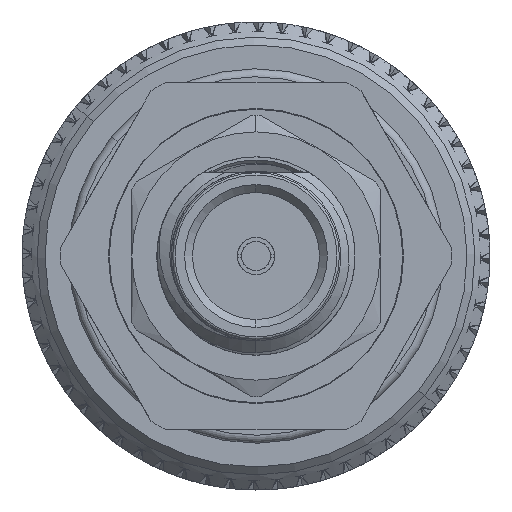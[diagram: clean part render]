
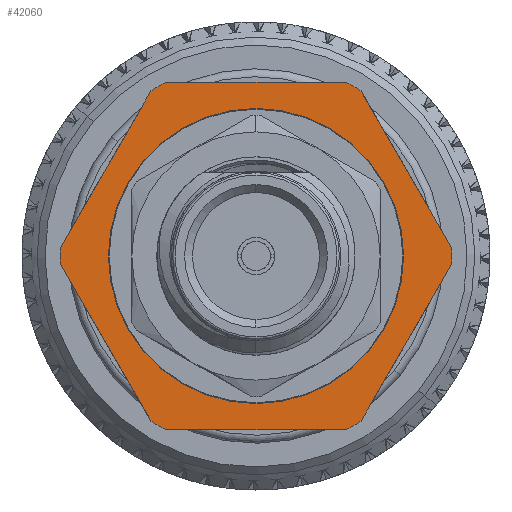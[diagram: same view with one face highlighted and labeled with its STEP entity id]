
A CAD part, left-side view. The second image highlights one B-rep face of the part: STEP entity #42060.
In plain terms, the highlighted face is planar.
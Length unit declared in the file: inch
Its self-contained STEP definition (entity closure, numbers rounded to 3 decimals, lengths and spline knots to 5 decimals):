
#173 = DIRECTION ( 'NONE',  ( 0., 0., 1. ) ) ;
#230 = VERTEX_POINT ( 'NONE', #86474 ) ;
#786 = VERTEX_POINT ( 'NONE', #44201 ) ;
#4179 = AXIS2_PLACEMENT_3D ( 'NONE', #84963, #102344, #12384 ) ;
#5232 = VECTOR ( 'NONE', #69097, 39.37008 ) ;
#5890 = CARTESIAN_POINT ( 'NONE',  ( -0.186, 0., 0. ) ) ;
#6031 = CARTESIAN_POINT ( 'NONE',  ( -0.21875, -0.1263, 0. ) ) ;
#7242 = ORIENTED_EDGE ( 'NONE', *, *, #71893, .F. ) ;
#11529 = CARTESIAN_POINT ( 'NONE',  ( 0.21875, -0.1263, 0. ) ) ;
#12384 = DIRECTION ( 'NONE',  ( 1., 0., 0. ) ) ;
#12531 = CARTESIAN_POINT ( 'NONE',  ( 0., 0., 0. ) ) ;
#15335 = CARTESIAN_POINT ( 'NONE',  ( 0.21875, 0.1263, 0. ) ) ;
#16379 = EDGE_CURVE ( 'NONE', #63831, #35175, #77315, .T. ) ;
#16462 = ORIENTED_EDGE ( 'NONE', *, *, #68303, .T. ) ;
#16668 = AXIS2_PLACEMENT_3D ( 'NONE', #75883, #31326, #75089 ) ;
#17025 = AXIS2_PLACEMENT_3D ( 'NONE', #31573, #85969, #67872 ) ;
#17834 = EDGE_CURVE ( 'NONE', #29426, #45440, #66521, .T. ) ;
#19082 = AXIS2_PLACEMENT_3D ( 'NONE', #94389, #40429, #68794 ) ;
#21276 = VERTEX_POINT ( 'NONE', #93583 ) ;
#23326 = VERTEX_POINT ( 'NONE', #69876 ) ;
#23643 = CARTESIAN_POINT ( 'NONE',  ( 0.0107, -0.24642, 0. ) ) ;
#24616 = LINE ( 'NONE', #69682, #25998 ) ;
#24966 = EDGE_LOOP ( 'NONE', ( #67081, #7242 ) ) ;
#25844 = AXIS2_PLACEMENT_3D ( 'NONE', #12531, #75665, #111110 ) ;
#25998 = VECTOR ( 'NONE', #102790, 39.37008 ) ;
#28416 = ORIENTED_EDGE ( 'NONE', *, *, #70975, .T. ) ;
#29426 = VERTEX_POINT ( 'NONE', #67587 ) ;
#30344 = LINE ( 'NONE', #15335, #45939 ) ;
#31326 = DIRECTION ( 'NONE',  ( 0., 0., 1. ) ) ;
#31573 = CARTESIAN_POINT ( 'NONE',  ( 0., 0., 0. ) ) ;
#32112 = VECTOR ( 'NONE', #55450, 39.37008 ) ;
#33068 = CARTESIAN_POINT ( 'NONE',  ( 0., 0., 0. ) ) ;
#35175 = VERTEX_POINT ( 'NONE', #66261 ) ;
#35634 = EDGE_CURVE ( 'NONE', #21276, #73968, #92643, .T. ) ;
#36053 = VERTEX_POINT ( 'NONE', #5890 ) ;
#36069 = CARTESIAN_POINT ( 'NONE',  ( 0., 0., 0. ) ) ;
#36209 = VERTEX_POINT ( 'NONE', #70531 ) ;
#38083 = VERTEX_POINT ( 'NONE', #23643 ) ;
#38400 = VECTOR ( 'NONE', #112357, 39.37008 ) ;
#40091 = ORIENTED_EDGE ( 'NONE', *, *, #114445, .T. ) ;
#40224 = ORIENTED_EDGE ( 'NONE', *, *, #50462, .T. ) ;
#40250 = CARTESIAN_POINT ( 'NONE',  ( -0.0107, -0.24642, 0. ) ) ;
#40364 = CIRCLE ( 'NONE', #25844, 0.24665 ) ;
#40429 = DIRECTION ( 'NONE',  ( 0., 0., 1. ) ) ;
#40486 = CIRCLE ( 'NONE', #19082, 0.24665 ) ;
#40673 = CARTESIAN_POINT ( 'NONE',  ( -0.20805, 0.13247, 0. ) ) ;
#40683 = CARTESIAN_POINT ( 'NONE',  ( 0., 0.25259, 0. ) ) ;
#41318 = ORIENTED_EDGE ( 'NONE', *, *, #16379, .T. ) ;
#41484 = ORIENTED_EDGE ( 'NONE', *, *, #65171, .T. ) ;
#41591 = DIRECTION ( 'NONE',  ( 1., 0., 0. ) ) ;
#42060 = ADVANCED_FACE ( 'NONE', ( #104700, #46918 ), #83809, .T. ) ;
#43342 = DIRECTION ( 'NONE',  ( 1., 0., 0. ) ) ;
#44201 = CARTESIAN_POINT ( 'NONE',  ( -0.21875, 0.11394, 0. ) ) ;
#45440 = VERTEX_POINT ( 'NONE', #107442 ) ;
#45939 = VECTOR ( 'NONE', #79235, 39.37008 ) ;
#46583 = ORIENTED_EDGE ( 'NONE', *, *, #17834, .T. ) ;
#46913 = LINE ( 'NONE', #40683, #38400 ) ;
#46918 = FACE_OUTER_BOUND ( 'NONE', #104801, .T. ) ;
#48730 = CARTESIAN_POINT ( 'NONE',  ( 0.186, 0., 0. ) ) ;
#50462 = EDGE_CURVE ( 'NONE', #45440, #63831, #30344, .T. ) ;
#50791 = DIRECTION ( 'NONE',  ( 0., 0., 1. ) ) ;
#55450 = DIRECTION ( 'NONE',  ( 0.866, 0.5, 0. ) ) ;
#57302 = ORIENTED_EDGE ( 'NONE', *, *, #96407, .T. ) ;
#57737 = DIRECTION ( 'NONE',  ( 0., 1., 0. ) ) ;
#59805 = VERTEX_POINT ( 'NONE', #48730 ) ;
#60295 = CIRCLE ( 'NONE', #96378, 0.24665 ) ;
#60751 = ORIENTED_EDGE ( 'NONE', *, *, #116871, .T. ) ;
#61037 = CARTESIAN_POINT ( 'NONE',  ( 0., 0., 0. ) ) ;
#63146 = ORIENTED_EDGE ( 'NONE', *, *, #96058, .T. ) ;
#63831 = VERTEX_POINT ( 'NONE', #103235 ) ;
#65171 = EDGE_CURVE ( 'NONE', #73968, #38083, #60295, .T. ) ;
#66261 = CARTESIAN_POINT ( 'NONE',  ( -0.0107, 0.24642, 0. ) ) ;
#66521 = CIRCLE ( 'NONE', #17025, 0.24665 ) ;
#67081 = ORIENTED_EDGE ( 'NONE', *, *, #76531, .F. ) ;
#67587 = CARTESIAN_POINT ( 'NONE',  ( 0.21875, 0.11394, 0. ) ) ;
#67872 = DIRECTION ( 'NONE',  ( 1., 0., 0. ) ) ;
#68303 = EDGE_CURVE ( 'NONE', #786, #23326, #24616, .T. ) ;
#68794 = DIRECTION ( 'NONE',  ( 1., 0., 0. ) ) ;
#69097 = DIRECTION ( 'NONE',  ( 0.866, -0.5, 0. ) ) ;
#69572 = ORIENTED_EDGE ( 'NONE', *, *, #82421, .T. ) ;
#69682 = CARTESIAN_POINT ( 'NONE',  ( -0.21875, 0.1263, 0. ) ) ;
#69708 = DIRECTION ( 'NONE',  ( 0., 0., 1. ) ) ;
#69876 = CARTESIAN_POINT ( 'NONE',  ( -0.21875, -0.11394, 0. ) ) ;
#70531 = CARTESIAN_POINT ( 'NONE',  ( 0.20805, -0.13247, 0. ) ) ;
#70975 = EDGE_CURVE ( 'NONE', #35175, #93522, #46913, .T. ) ;
#71893 = EDGE_CURVE ( 'NONE', #36053, #59805, #114526, .T. ) ;
#72722 = DIRECTION ( 'NONE',  ( 1., 0., 0. ) ) ;
#73968 = VERTEX_POINT ( 'NONE', #40250 ) ;
#75089 = DIRECTION ( 'NONE',  ( 1., 0., 0. ) ) ;
#75665 = DIRECTION ( 'NONE',  ( 0., 0., 1. ) ) ;
#75883 = CARTESIAN_POINT ( 'NONE',  ( 0., 0., 0. ) ) ;
#76531 = EDGE_CURVE ( 'NONE', #59805, #36053, #113967, .T. ) ;
#77315 = CIRCLE ( 'NONE', #101493, 0.24665 ) ;
#78213 = CARTESIAN_POINT ( 'NONE',  ( 0., 0., 0. ) ) ;
#79235 = DIRECTION ( 'NONE',  ( -0.866, 0.5, 0. ) ) ;
#80084 = CIRCLE ( 'NONE', #16668, 0.24665 ) ;
#81818 = CARTESIAN_POINT ( 'NONE',  ( 0., -0.25259, 0. ) ) ;
#82421 = EDGE_CURVE ( 'NONE', #230, #29426, #93780, .T. ) ;
#83809 = PLANE ( 'NONE',  #4179 ) ;
#84224 = LINE ( 'NONE', #81818, #32112 ) ;
#84963 = CARTESIAN_POINT ( 'NONE',  ( 0., 0., 0. ) ) ;
#85969 = DIRECTION ( 'NONE',  ( 0., 0., 1. ) ) ;
#86474 = CARTESIAN_POINT ( 'NONE',  ( 0.21875, -0.11394, 0. ) ) ;
#90087 = AXIS2_PLACEMENT_3D ( 'NONE', #61037, #50791, #114140 ) ;
#92643 = LINE ( 'NONE', #6031, #5232 ) ;
#93522 = VERTEX_POINT ( 'NONE', #40673 ) ;
#93523 = ORIENTED_EDGE ( 'NONE', *, *, #35634, .T. ) ;
#93583 = CARTESIAN_POINT ( 'NONE',  ( -0.20805, -0.13247, 0. ) ) ;
#93780 = LINE ( 'NONE', #11529, #116259 ) ;
#94389 = CARTESIAN_POINT ( 'NONE',  ( 0., 0., 0. ) ) ;
#96058 = EDGE_CURVE ( 'NONE', #38083, #36209, #84224, .T. ) ;
#96378 = AXIS2_PLACEMENT_3D ( 'NONE', #33068, #69708, #43342 ) ;
#96407 = EDGE_CURVE ( 'NONE', #93522, #786, #40486, .T. ) ;
#97949 = AXIS2_PLACEMENT_3D ( 'NONE', #78213, #113235, #41591 ) ;
#101493 = AXIS2_PLACEMENT_3D ( 'NONE', #36069, #173, #72722 ) ;
#102344 = DIRECTION ( 'NONE',  ( 0., 0., 1. ) ) ;
#102790 = DIRECTION ( 'NONE',  ( 0., -1., 0. ) ) ;
#103235 = CARTESIAN_POINT ( 'NONE',  ( 0.0107, 0.24642, 0. ) ) ;
#104700 = FACE_BOUND ( 'NONE', #24966, .T. ) ;
#104801 = EDGE_LOOP ( 'NONE', ( #40224, #41318, #28416, #57302, #16462, #40091, #93523, #41484, #63146, #60751, #69572, #46583 ) ) ;
#107442 = CARTESIAN_POINT ( 'NONE',  ( 0.20805, 0.13247, 0. ) ) ;
#111110 = DIRECTION ( 'NONE',  ( 1., 0., 0. ) ) ;
#112357 = DIRECTION ( 'NONE',  ( -0.866, -0.5, 0. ) ) ;
#113235 = DIRECTION ( 'NONE',  ( 0., 0., 1. ) ) ;
#113967 = CIRCLE ( 'NONE', #90087, 0.186 ) ;
#114140 = DIRECTION ( 'NONE',  ( 1., 0., 0. ) ) ;
#114445 = EDGE_CURVE ( 'NONE', #23326, #21276, #80084, .T. ) ;
#114526 = CIRCLE ( 'NONE', #97949, 0.186 ) ;
#116259 = VECTOR ( 'NONE', #57737, 39.37008 ) ;
#116871 = EDGE_CURVE ( 'NONE', #36209, #230, #40364, .T. ) ;
